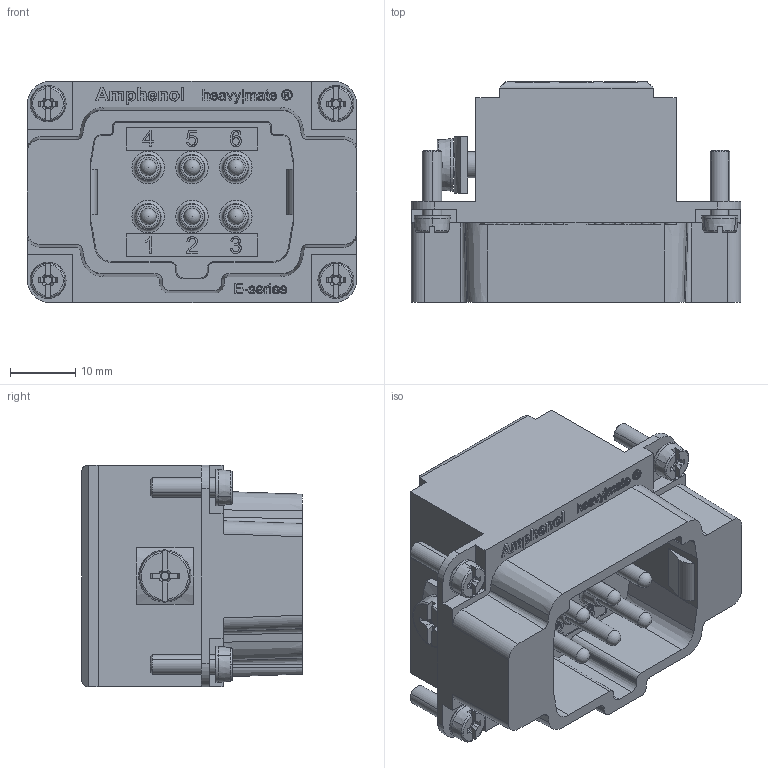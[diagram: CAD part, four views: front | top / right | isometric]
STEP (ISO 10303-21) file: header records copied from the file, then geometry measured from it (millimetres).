
FILE_DESCRIPTION(/* description */ (''),/* implementation_level */ '2;1');
FILE_NAME(/* name */ 'C146_10A006_500_1.stp',/* time_stamp */ '2016-04-13T15:31:44+02:00',/* author */ (''),/* organization */ (''),/* preprocessor_version */ 'ST-DEVELOPER v15',/* originating_system */ 'SIEMENS PLM Software NX 9.0',/* authorisation */ '');
FILE_SCHEMA (('CONFIG_CONTROL_DESIGN'));
Length unit declared in the file: millimetre
Products named in the file (1): c146 10a006 102 1nxm001-07
Bounding box: 50.4 x 33.7 x 33.9 mm (x, y, z)
Volume: 28574.9 mm3; surface area: 11496.9 mm2
Topology: 1 solids, 1 shells, 883 faces, 2311 edges, 1521 vertices
Faces by surface type: plane 521, extrusion 154, cone 88, cylinder 84, torus 28, sphere 6, bspline 2
Full cylindrical faces by diameter (mm): 2.5 x6, 3.3 x1, 4 x2, 8 x1
Entity records: 31061 total; most frequent: CARTESIAN_POINT 11132, ORIENTED_EDGE 4490, DIRECTION 3281, EDGE_CURVE 2245, VERTEX_POINT 1491, VECTOR 1163, AXIS2_PLACEMENT_3D 1059, EDGE_LOOP 1010
